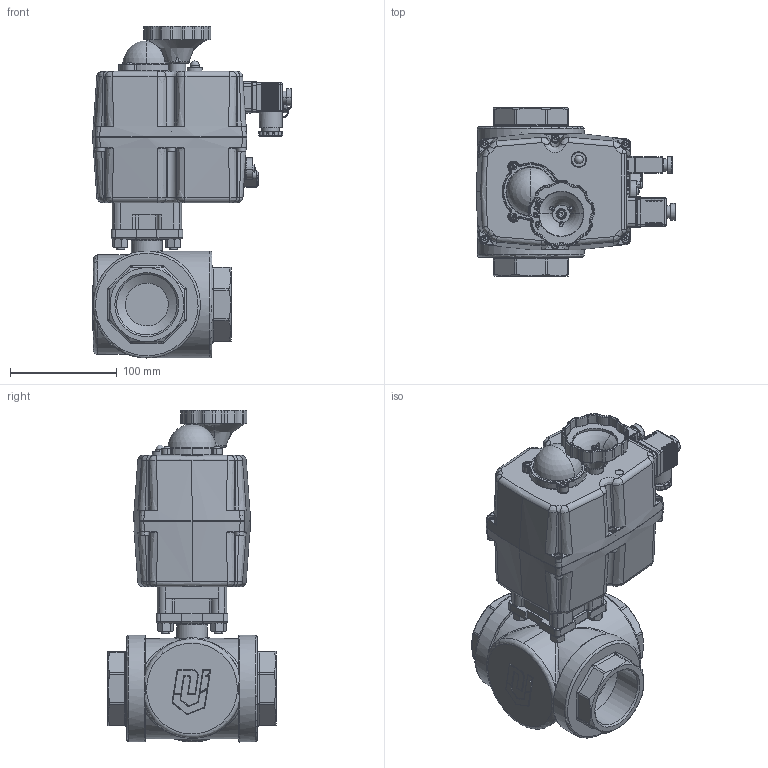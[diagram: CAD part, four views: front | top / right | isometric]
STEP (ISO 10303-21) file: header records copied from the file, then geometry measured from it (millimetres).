
FILE_DESCRIPTION(('HOOPS Exchange Step'),'2;1');
FILE_NAME('EK09_DN50.stp','2025-05-30T13:15:38+02:00',('nieru'),('Unknown organisation'),'HOOPS Exchange 2024.2','HOOPS Exchange','Unknown authorisation');
FILE_SCHEMA( ('AP203_CONFIGURATION_CONTROLLED_3D_DESIGN_OF_MECHANICAL_PARTS_AND_ASSEMBLIES_MIM_LF') );
Length unit declared in the file: millimetre
Products named in the file (5): 0; root
Assembly tree (4 placements, depth 4):
  root
    0
      0
        0
        0
Bounding box: 186.19 x 158 x 310.84 mm (x, y, z)
Volume: 2947193.8 mm3; surface area: 364861.2 mm2
Topology: 54 solids, 54 shells, 3741 faces, 9303 edges, 5647 vertices
Faces by surface type: cylinder 1295, plane 872, bspline 704, torus 658, cone 167, sphere 45
Full cylindrical faces by diameter (mm): 2.204 x3, 7.825 x1, 11 x1, 11.516 x1, 14 x1, 14.894 x1, 16.5 x1, 17.927 x1, 18 x1, 28 x1, 29 x1, 30 x1, 32.5 x1, 36 x1, 36.194 x1, 39.9 x1, 45 x1, 56.656 x3, 100 x3
Entity records: 208283 total; most frequent: CARTESIAN_POINT 129196, ORIENTED_EDGE 18396, DIRECTION 13516, EDGE_CURVE 9198, VERTEX_POINT 5647, AXIS2_PLACEMENT_3D 5544, EDGE_LOOP 3941, FACE_BOUND 3941
